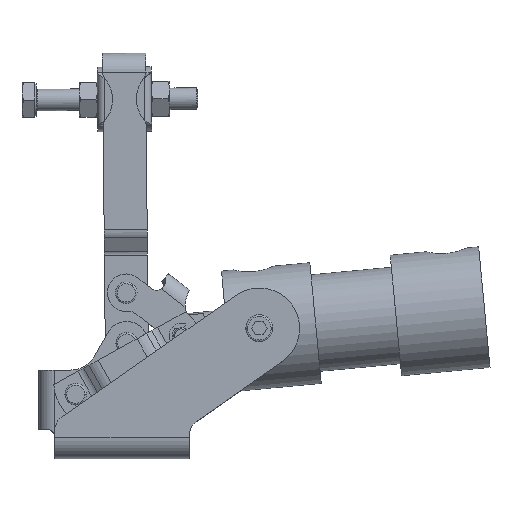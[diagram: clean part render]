
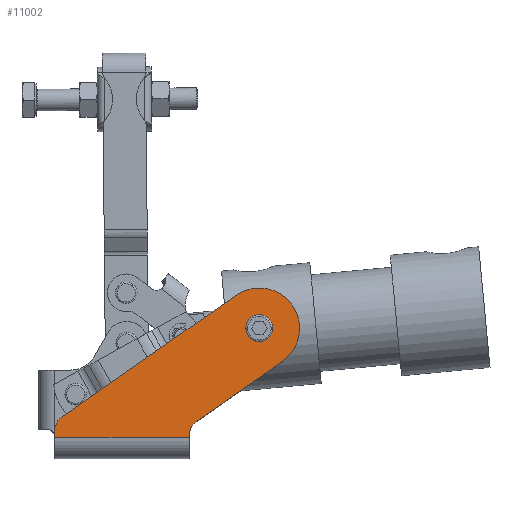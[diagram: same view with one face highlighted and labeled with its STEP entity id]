
A CAD part, top view. The second image highlights one B-rep face of the part: STEP entity #11002.
In plain terms, the highlighted planar face has unit normal (0, 0, 1).
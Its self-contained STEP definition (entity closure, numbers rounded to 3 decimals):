
#9851=CARTESIAN_POINT('',(85.885,39.108,5.0));
#9852=VERTEX_POINT('',#9851);
#9861=CARTESIAN_POINT('',(95.885,39.108,5.0));
#9862=VERTEX_POINT('',#9861);
#9863=CARTESIAN_POINT('',(90.885,39.108,5.0));
#9864=DIRECTION('',(0.0,0.0,-1.0));
#9865=DIRECTION('',(-1.0,0.0,0.0));
#9866=AXIS2_PLACEMENT_3D('',#9863,#9864,#9865);
#9867=CIRCLE('',#9866,5.0);
#9868=EDGE_CURVE('',#9862,#9852,#9867,.T.);
#10021=CARTESIAN_POINT('',(65.563,2.238,5.0));
#10022=VERTEX_POINT('',#10021);
#10038=CARTESIAN_POINT('',(67.443,4.382,5.0));
#10039=VERTEX_POINT('',#10038);
#10046=CARTESIAN_POINT('',(70.885,-0.533,5.0));
#10047=DIRECTION('',(0.0,0.0,1.));
#10048=DIRECTION('',(-0.887,0.462,0.0));
#10049=AXIS2_PLACEMENT_3D('',#10046,#10047,#10048);
#10050=CIRCLE('',#10049,6.0);
#10051=EDGE_CURVE('',#10039,#10022,#10050,.T.);
#10063=CARTESIAN_POINT('',(15.563,3.851,5.0));
#10064=VERTEX_POINT('',#10063);
#10080=CARTESIAN_POINT('',(14.885,1.08,5.0));
#10081=VERTEX_POINT('',#10080);
#10088=CARTESIAN_POINT('',(20.885,1.08,5.0));
#10089=DIRECTION('',(0.0,0.0,-1.));
#10090=DIRECTION('',(-0.887,0.462,0.0));
#10091=AXIS2_PLACEMENT_3D('',#10088,#10089,#10090);
#10092=CIRCLE('',#10091,6.0);
#10093=EDGE_CURVE('',#10081,#10064,#10092,.T.);
#10321=CARTESIAN_POINT('',(14.885,-1.392,5.0));
#10322=VERTEX_POINT('',#10321);
#10330=CARTESIAN_POINT('',(14.885,-1.392,5.0));
#10331=DIRECTION('',(0.0,1.0,0.0));
#10332=VECTOR('',#10331,2.472);
#10333=LINE('',#10330,#10332);
#10334=EDGE_CURVE('',#10322,#10081,#10333,.T.);
#10439=CARTESIAN_POINT('',(64.885,-0.533,5.0));
#10440=VERTEX_POINT('',#10439);
#10447=CARTESIAN_POINT('',(64.885,-1.392,5.0));
#10448=VERTEX_POINT('',#10447);
#10449=CARTESIAN_POINT('',(64.885,-0.533,5.0));
#10450=DIRECTION('',(0.0,-1.0,0.0));
#10451=VECTOR('',#10450,0.86);
#10452=LINE('',#10449,#10451);
#10453=EDGE_CURVE('',#10440,#10448,#10452,.T.);
#10496=CARTESIAN_POINT('',(17.443,5.995,5.0));
#10497=VERTEX_POINT('',#10496);
#10498=CARTESIAN_POINT('',(20.885,1.08,5.0));
#10499=DIRECTION('',(0.0,0.0,-1.));
#10500=DIRECTION('',(-0.887,0.462,0.0));
#10501=AXIS2_PLACEMENT_3D('',#10498,#10499,#10500);
#10502=CIRCLE('',#10501,6.0);
#10503=EDGE_CURVE('',#10064,#10497,#10502,.T.);
#10588=CARTESIAN_POINT('',(70.885,-0.533,5.0));
#10589=DIRECTION('',(0.0,0.0,1.));
#10590=DIRECTION('',(-0.887,0.462,0.0));
#10591=AXIS2_PLACEMENT_3D('',#10588,#10589,#10590);
#10592=CIRCLE('',#10591,6.0);
#10593=EDGE_CURVE('',#10022,#10440,#10592,.T.);
#10607=CARTESIAN_POINT('',(99.488,26.82,5.0));
#10608=VERTEX_POINT('',#10607);
#10615=CARTESIAN_POINT('',(99.488,26.82,5.0));
#10616=DIRECTION('',(-0.819,-0.574,0.0));
#10617=VECTOR('',#10616,39.12);
#10618=LINE('',#10615,#10617);
#10619=EDGE_CURVE('',#10608,#10039,#10618,.T.);
#10800=CARTESIAN_POINT('',(90.885,39.108,5.0));
#10801=DIRECTION('',(0.0,0.0,-1.0));
#10802=DIRECTION('',(-1.0,0.0,0.0));
#10803=AXIS2_PLACEMENT_3D('',#10800,#10801,#10802);
#10804=CIRCLE('',#10803,5.0);
#10805=EDGE_CURVE('',#9852,#9862,#10804,.T.);
#10929=CARTESIAN_POINT('',(14.885,-1.392,5.0));
#10930=DIRECTION('',(1.0,0.0,0.0));
#10931=VECTOR('',#10930,50.);
#10932=LINE('',#10929,#10931);
#10933=EDGE_CURVE('',#10322,#10448,#10932,.T.);
#10945=CARTESIAN_POINT('',(82.281,51.395,5.0));
#10946=VERTEX_POINT('',#10945);
#10947=CARTESIAN_POINT('',(17.443,5.995,5.0));
#10948=DIRECTION('',(0.819,0.574,0.0));
#10949=VECTOR('',#10948,79.152);
#10950=LINE('',#10947,#10949);
#10951=EDGE_CURVE('',#10497,#10946,#10950,.T.);
#10968=CARTESIAN_POINT('',(90.885,39.108,5.0));
#10969=DIRECTION('',(0.0,0.0,-1.0));
#10970=DIRECTION('',(0.574,-0.819,0.0));
#10971=AXIS2_PLACEMENT_3D('',#10968,#10969,#10970);
#10972=CIRCLE('',#10971,15.0);
#10973=EDGE_CURVE('',#10946,#10608,#10972,.T.);
#10981=CARTESIAN_POINT('',(60.91,17.953,5.0));
#10982=DIRECTION('',(0.0,0.0,1.0));
#10983=DIRECTION('',(1.0,0.0,0.0));
#10984=AXIS2_PLACEMENT_3D('',#10981,#10982,#10983);
#10985=PLANE('',#10984);
#10986=ORIENTED_EDGE('',*,*,#10093,.F.);
#10987=ORIENTED_EDGE('',*,*,#10334,.F.);
#10988=ORIENTED_EDGE('',*,*,#10933,.T.);
#10989=ORIENTED_EDGE('',*,*,#10453,.F.);
#10990=ORIENTED_EDGE('',*,*,#10593,.F.);
#10991=ORIENTED_EDGE('',*,*,#10051,.F.);
#10992=ORIENTED_EDGE('',*,*,#10619,.F.);
#10993=ORIENTED_EDGE('',*,*,#10973,.F.);
#10994=ORIENTED_EDGE('',*,*,#10951,.F.);
#10995=ORIENTED_EDGE('',*,*,#10503,.F.);
#10996=EDGE_LOOP('',(#10986,#10987,#10988,#10989,#10990,#10991,#10992,#10993,#10994,#10995));
#10997=FACE_OUTER_BOUND('',#10996,.T.);
#10998=ORIENTED_EDGE('',*,*,#9868,.T.);
#10999=ORIENTED_EDGE('',*,*,#10805,.T.);
#11000=EDGE_LOOP('',(#10998,#10999));
#11001=FACE_BOUND('',#11000,.T.);
#11002=ADVANCED_FACE('',(#10997,#11001),#10985,.T.);
